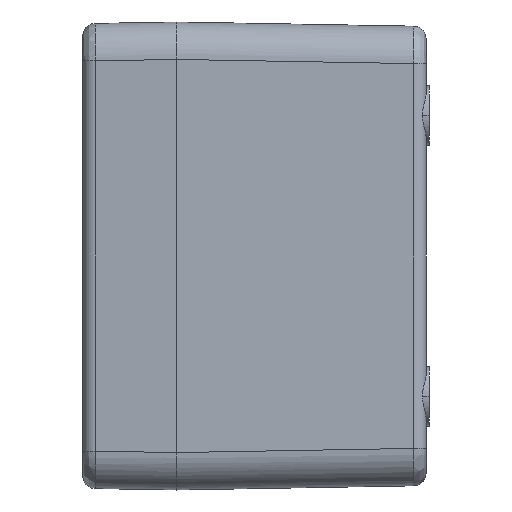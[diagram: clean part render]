
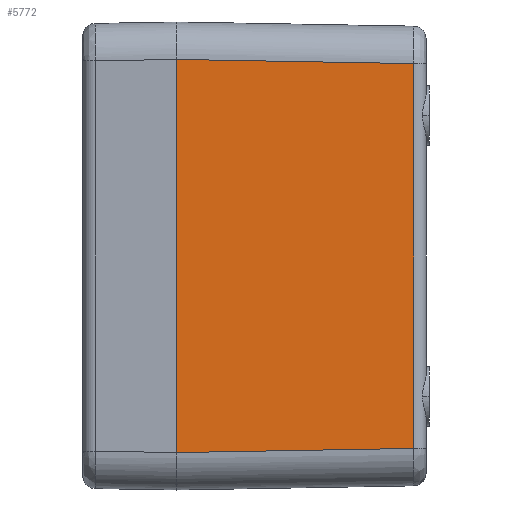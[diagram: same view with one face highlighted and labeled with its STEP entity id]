
A CAD part, left-side view. The second image highlights one B-rep face of the part: STEP entity #5772.
In plain terms, the highlighted planar face has unit normal (-1, -0.018, 0).
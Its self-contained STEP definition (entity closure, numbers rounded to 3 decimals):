
#324=CARTESIAN_POINT('',(-80.,0.,31.501));
#335=DIRECTION('',(0.,0.,-1.));
#336=VECTOR('',#335,63.002);
#337=CARTESIAN_POINT('',(-80.,0.,31.501));
#338=LINE('',#337,#336);
#348=CARTESIAN_POINT('',(-80.,0.,-31.501));
#2727=DIRECTION('',(0.,0.,1.));
#2728=VECTOR('',#2727,61.674);
#2729=CARTESIAN_POINT('',(-79.336,-38.035,
-30.837));
#2730=LINE('',#2729,#2728);
#2788=DIRECTION('',(0.017,-1.,0.017));
#2789=VECTOR('',#2788,38.046);
#2790=CARTESIAN_POINT('',(-80.,0.,-31.501));
#2791=LINE('',#2790,#2789);
#2795=DIRECTION('',(0.017,-1.,-0.017));
#2796=VECTOR('',#2795,38.046);
#2797=CARTESIAN_POINT('',(-80.,0.,31.501));
#2798=LINE('',#2797,#2796);
#2802=CARTESIAN_POINT('',(-79.336,-38.035,
-30.837));
#2912=CARTESIAN_POINT('',(-79.336,-38.035,
30.837));
#3314=VERTEX_POINT('',#324);
#3321=VERTEX_POINT('',#348);
#3362=VERTEX_POINT('',#2802);
#3381=VERTEX_POINT('',#2912);
#5759=CARTESIAN_POINT('',(-80.,0.,-40.833));
#5760=DIRECTION('',(-1.,-0.017,0.));
#5761=DIRECTION('',(0.,0.,1.));
#5762=AXIS2_PLACEMENT_3D('',#5759,#5760,#5761);
#5763=PLANE('',#5762);
#5764=ORIENTED_EDGE('',*,*,#5742,.F.);
#5766=ORIENTED_EDGE('',*,*,#5765,.F.);
#5767=ORIENTED_EDGE('',*,*,#3455,.F.);
#5769=ORIENTED_EDGE('',*,*,#5768,.T.);
#5770=EDGE_LOOP('',(#5764,#5766,#5767,#5769));
#5771=FACE_OUTER_BOUND('',#5770,.F.);
#5772=ADVANCED_FACE('',(#5771),#5763,.T.);
#3455=EDGE_CURVE('',#3314,#3321,#338,.T.);
#5742=EDGE_CURVE('',#3362,#3381,#2730,.T.);
#5765=EDGE_CURVE('',#3321,#3362,#2791,.T.);
#5768=EDGE_CURVE('',#3314,#3381,#2798,.T.);
